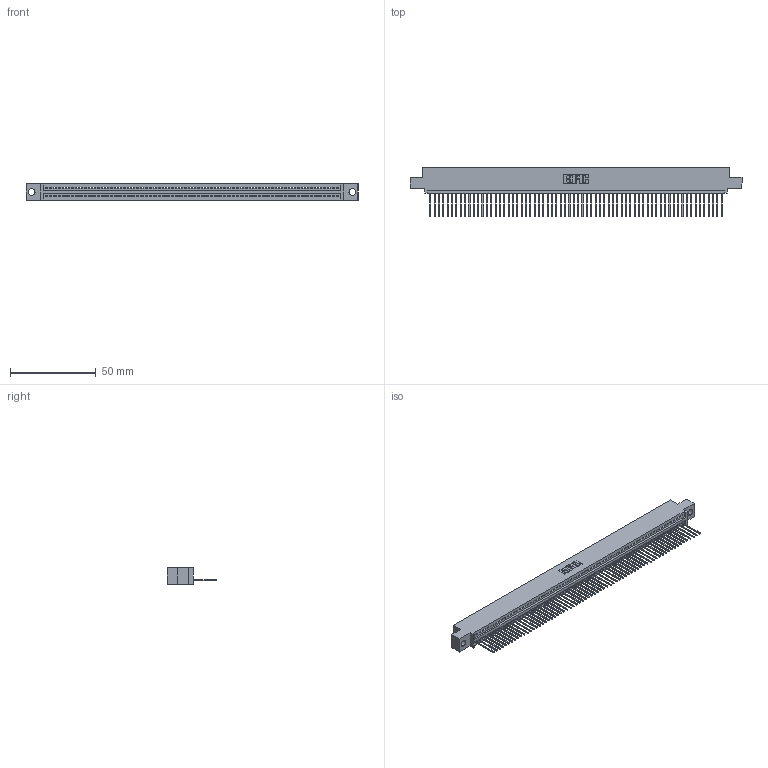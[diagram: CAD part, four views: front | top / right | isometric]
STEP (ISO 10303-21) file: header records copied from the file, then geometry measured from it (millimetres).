
FILE_DESCRIPTION (( 'STEP AP203' ), '1' );
FILE_NAME ('395-068-540-404.STEP', '2018-11-25T15:28:17', ( '' ), ( '' ), 'SwSTEP 2.0', 'SolidWorks 2016', '' );
FILE_SCHEMA (( 'CONFIG_CONTROL_DESIGN' ));
Length unit declared in the file: inch
Products named in the file (3): 345-292-001_345-293-140; 345 Part_0.110 Offset - 0.156 Dia-TH; 395-068-540-404
Assembly tree (69 placements, depth 2):
  395-068-540-404
    345 Part_0.110 Offset - 0.156 Dia-TH
    345-292-001_345-293-140  x68
Bounding box: 193.93 x 29.13 x 9.4 mm (x, y, z)
Volume: 18563.4 mm3; surface area: 25575.7 mm2
Topology: 69 solids, 69 shells, 4074 faces, 12321 edges, 8122 vertices
Faces by surface type: plane 2804, cylinder 1270
Entity records: 47831 total; most frequent: ORIENTED_EDGE 8294, CARTESIAN_POINT 8292, DIRECTION 7203, EDGE_CURVE 4147, VECTOR 3743, LINE 3743, VERTEX_POINT 2762, AXIS2_PLACEMENT_3D 1730
